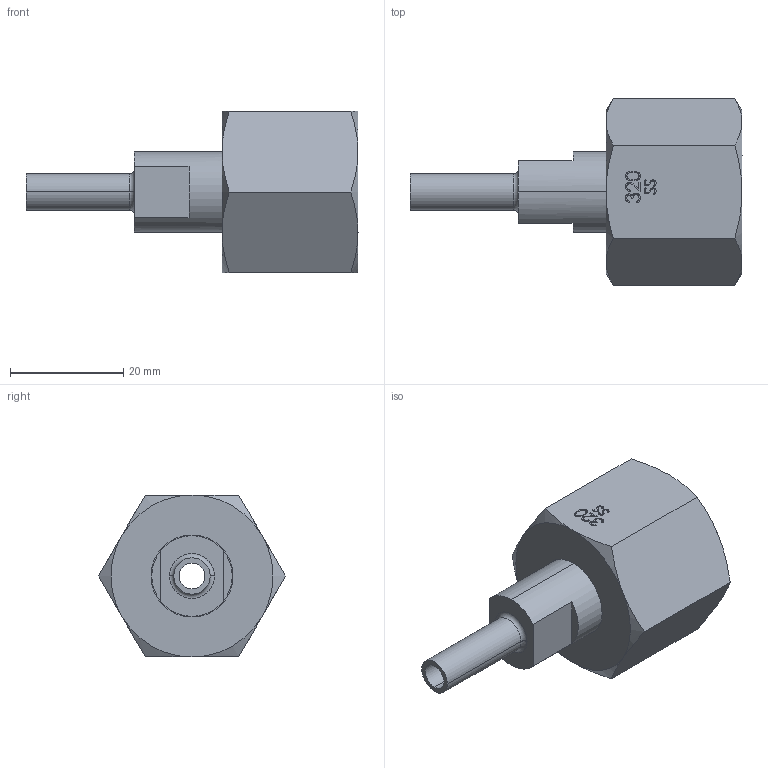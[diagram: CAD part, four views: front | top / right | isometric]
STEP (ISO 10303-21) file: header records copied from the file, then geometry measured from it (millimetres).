
FILE_DESCRIPTION (( 'STEP AP203' ), '1' );
FILE_NAME ('INL-320SS-4TS-28F.STEP', '2024-11-14T17:34:18', ( '' ), ( '' ), 'SwSTEP 2.0', 'SolidWorks 2018', '' );
FILE_SCHEMA (( 'CONFIG_CONTROL_DESIGN' ));
Length unit declared in the file: inch
Products named in the file (4): INL-320SS-4TS-28F; PRT-000260; PRT-000033; PRT-000036
Assembly tree (3 placements, depth 2):
  INL-320SS-4TS-28F
    PRT-000260
    PRT-000036
    PRT-000033
Bounding box: 58.59 x 33 x 28.57 mm (x, y, z)
Volume: 15065.6 mm3; surface area: 8551.4 mm2
Topology: 3 solids, 3 shells, 87 faces, 361 edges, 290 vertices
Faces by surface type: cylinder 28, plane 26, cone 24, torus 6, bspline 3
Entity records: 9482 total; most frequent: CARTESIAN_POINT 6314, ORIENTED_EDGE 722, DIRECTION 404, EDGE_CURVE 361, VERTEX_POINT 290, B_SPLINE_CURVE_WITH_KNOTS 215, AXIS2_PLACEMENT_3D 168, EDGE_LOOP 103
